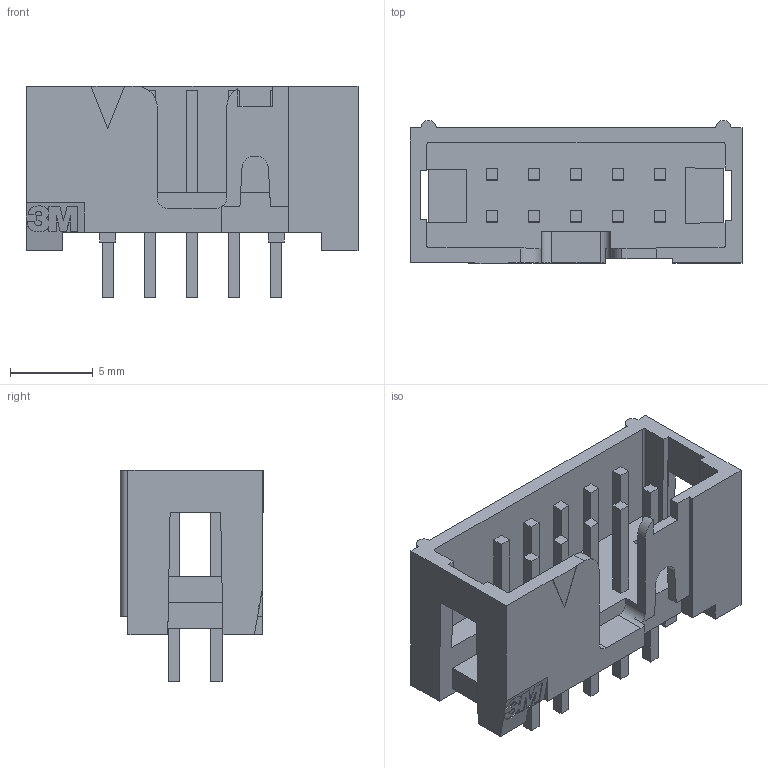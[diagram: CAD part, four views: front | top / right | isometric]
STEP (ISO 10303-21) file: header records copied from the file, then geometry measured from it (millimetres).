
FILE_DESCRIPTION((''),'2;1');
FILE_NAME('3M_N2510-6002RB.stp','2014-01-09T09:55:17',(''),(''),'Mechanical Desktop 2011','Mechanical Desktop 2011',', , ');
FILE_SCHEMA(('AUTOMOTIVE_DESIGN { 1 2 10303 214 1 1 1 1 }'));
Length unit declared in the file: millimetre
Products named in the file (1): Product
Bounding box: 20.02 x 8.64 x 12.75 mm (x, y, z)
Volume: 658.7 mm3; surface area: 1430.9 mm2
Topology: 21 solids, 21 shells, 248 faces, 607 edges, 401 vertices
Faces by surface type: bspline 124, plane 110, cylinder 14
Entity records: 7413 total; most frequent: CARTESIAN_POINT 1855, ORIENTED_EDGE 1214, DIRECTION 878, EDGE_CURVE 607, VECTOR 570, LINE 570, VERTEX_POINT 401, EDGE_LOOP 254
